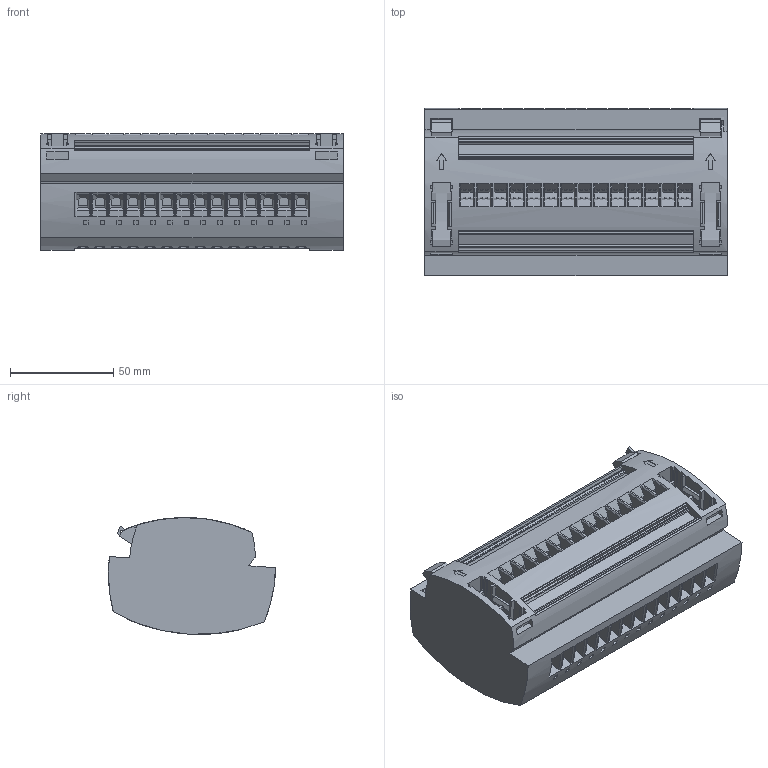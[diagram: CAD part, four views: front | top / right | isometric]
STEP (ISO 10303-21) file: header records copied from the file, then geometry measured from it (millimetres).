
FILE_DESCRIPTION(('Creo Elements/Direct Modeling STEP Export'),'2;1');
FILE_NAME('model.stp','2019-04-19T 1:54:20',(''),(''),'Creo Elements/Direct Modeling STEP processor for AP214 (Solid Model)','Creo Elements/Direct Modeling 20.1A 29-Sep-2018 (C) Parametric Technology GmbH','');
FILE_SCHEMA(('AUTOMOTIVE_DESIGN { 1 0 10303 214 1 1 1 1 }'));
Products named in the file (2): UTWE_6_2_B14-select
Assembly tree (1 placements, depth 2):
  UTWE_6_2_B14-select
    UTWE_6_2_B14-select
Bounding box: 146.7 x 81.09 x 56.73 mm (x, y, z)
Volume: 430896.9 mm3; surface area: 99400.5 mm2
Topology: 1 solids, 1 shells, 2479 faces, 6869 edges, 4555 vertices
Faces by surface type: plane 2256, cone 84, cylinder 83, extrusion 56
Entity records: 109368 total; most frequent: CARTESIAN_POINT 29106, ORIENTED_EDGE 13738, DIRECTION 11574, EDGE_CURVE 6869, VECTOR 5978, LINE 5922, VERTEX_POINT 4555, AXIS2_PLACEMENT_3D 2798
